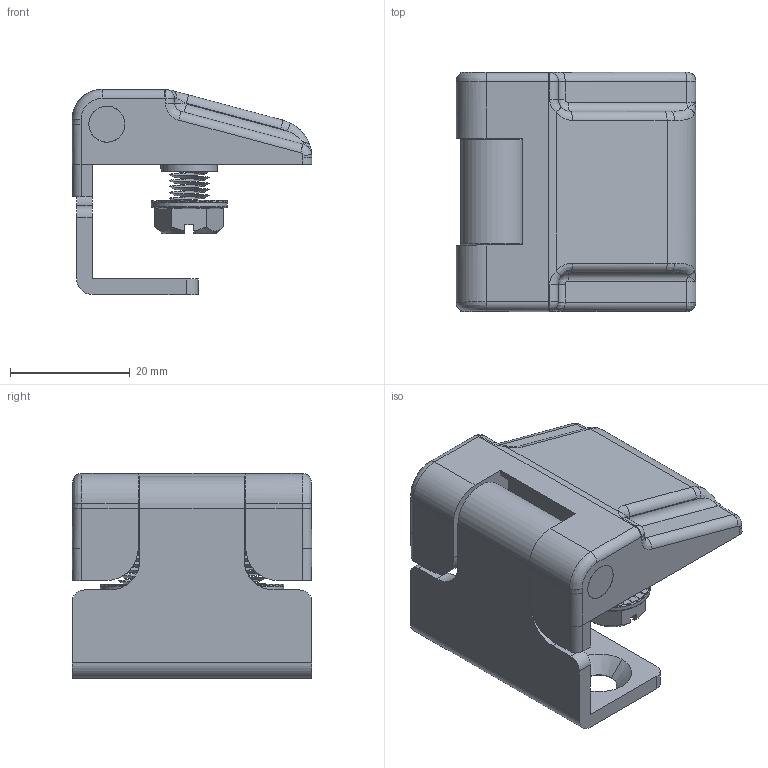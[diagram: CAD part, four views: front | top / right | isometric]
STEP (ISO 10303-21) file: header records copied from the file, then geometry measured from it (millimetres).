
FILE_DESCRIPTION (( 'STEP AP203' ), '1' );
FILE_NAME ('MK20.5.V2.22.BOYALI.STEP', '2022-07-29T13:54:42', ( '' ), ( '' ), 'SwSTEP 2.0', 'SolidWorks 2021', '' );
FILE_SCHEMA (( 'CONFIG_CONTROL_DESIGN' ));
Length unit declared in the file: millimetre
Products named in the file (1): MK20.5.V2.22.BOYALI
Bounding box: 40.06 x 40 x 34.25 mm (x, y, z)
Surface area: 11678.5 mm2 (no closed solid volume)
Topology: 0 solids, 46 shells, 318 faces, 892 edges, 611 vertices
Faces by surface type: plane 183, cylinder 63, bspline 44, cone 18, torus 8, sphere 2
Entity records: 12678 total; most frequent: CARTESIAN_POINT 5330, ORIENTED_EDGE 1516, DIRECTION 1235, EDGE_CURVE 892, VERTEX_POINT 611, LINE 469, VECTOR 469, AXIS2_PLACEMENT_3D 383
